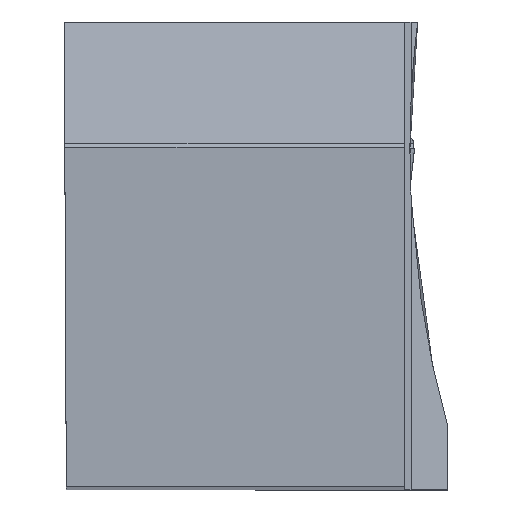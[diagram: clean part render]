
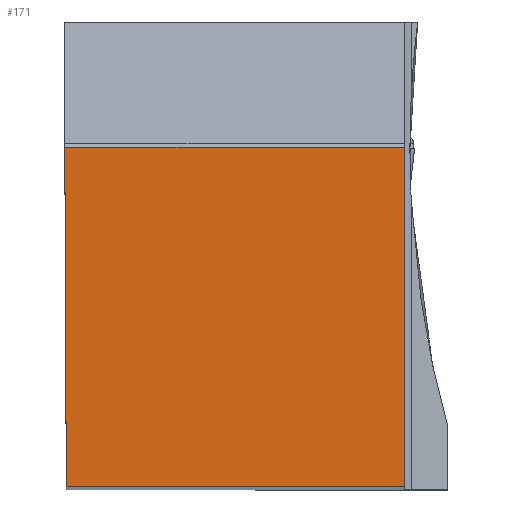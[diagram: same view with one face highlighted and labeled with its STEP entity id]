
A CAD part, top view. The second image highlights one B-rep face of the part: STEP entity #171.
In plain terms, the highlighted planar face has unit normal (0, 0, 1).
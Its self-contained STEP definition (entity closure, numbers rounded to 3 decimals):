
#171=ADVANCED_FACE('BLANK_BOXF006',(#274),#218,.F.);
#218=PLANE('',#1304);
#274=FACE_OUTER_BOUND('',#331,.T.);
#331=EDGE_LOOP('',(#589,#590,#591,#592));
#589=ORIENTED_EDGE('',*,*,#915,.T.);
#590=ORIENTED_EDGE('',*,*,#916,.T.);
#591=ORIENTED_EDGE('',*,*,#911,.T.);
#592=ORIENTED_EDGE('',*,*,#905,.T.);
#764=VERTEX_POINT('',#2207);
#765=VERTEX_POINT('',#2209);
#767=VERTEX_POINT('',#2220);
#770=VERTEX_POINT('',#2228);
#905=EDGE_CURVE('',#765,#764,#1020,.T.);
#911=EDGE_CURVE('',#767,#765,#1026,.T.);
#915=EDGE_CURVE('',#764,#770,#1030,.T.);
#916=EDGE_CURVE('',#770,#767,#1031,.T.);
#1020=LINE('',#2208,#1134);
#1026=LINE('',#2219,#1140);
#1030=LINE('',#2227,#1144);
#1031=LINE('',#2229,#1145);
#1134=VECTOR('',#1540,1.);
#1140=VECTOR('',#1552,1.);
#1144=VECTOR('',#1558,1.);
#1145=VECTOR('',#1559,1.);
#1304=AXIS2_PLACEMENT_3D('',#2230,#1560,#1561);
#1540=DIRECTION('',(1.,0.,0.));
#1552=DIRECTION('',(0.004,-1.,0.));
#1558=DIRECTION('',(0.,1.,0.));
#1559=DIRECTION('',(-1.,0.,0.));
#1560=DIRECTION('',(0.,0.,-1.));
#1561=DIRECTION('',(0.,-1.,0.));
#2207=CARTESIAN_POINT('',(25.273,0.,0.));
#2208=CARTESIAN_POINT('',(-151.6,0.,0.));
#2209=CARTESIAN_POINT('',(0.11,0.,0.));
#2219=CARTESIAN_POINT('',(-0.551,151.599,0.));
#2220=CARTESIAN_POINT('',(0.,25.273,0.));
#2227=CARTESIAN_POINT('',(25.273,-151.6,0.));
#2228=CARTESIAN_POINT('',(25.273,25.273,0.));
#2229=CARTESIAN_POINT('',(151.6,25.273,0.));
#2230=CARTESIAN_POINT('',(28.499,-5.,0.));
